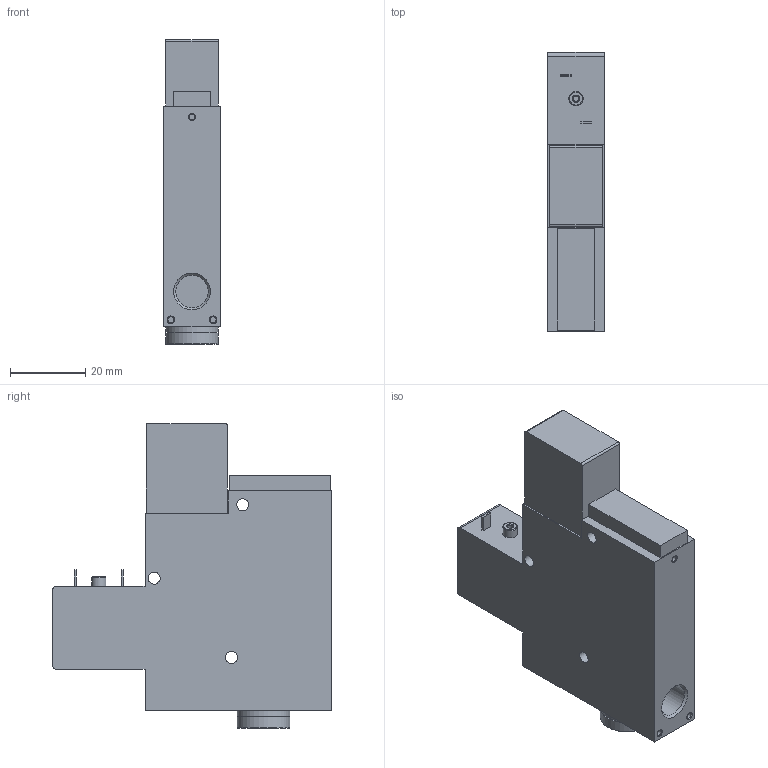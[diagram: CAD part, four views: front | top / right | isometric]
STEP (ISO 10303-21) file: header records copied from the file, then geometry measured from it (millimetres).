
FILE_DESCRIPTION(/* description */ ('STEP AP214'),/* implementation_level */ '2;1');
FILE_NAME(/* name */ '162501_VADM-70',/* time_stamp */ '2024-09-16T06:22:24+02:00',/* author */ ('License CC BY-ND 4.0'),/* organization */ ('CADENAS'),/* preprocessor_version */ 'ST-DEVELOPER v19.3',/* originating_system */ 'PARTsolutions',/* authorisation */ ' ');
FILE_SCHEMA (('AUTOMOTIVE_DESIGN {1 0 10303 214 3 1 1}'));
Length unit declared in the file: millimetre
Products named in the file (3): 162501 VADM-70---(0); 162501 VADM-70---(0_p); 3568 B-1/8
Assembly tree (2 placements, depth 2):
  162501 VADM-70---(0)
    162501 VADM-70---(0_p)
    3568 B-1/8
Bounding box: 15 x 73.9 x 80.7 mm (x, y, z)
Volume: 57210.4 mm3; surface area: 14449.3 mm2
Topology: 2 solids, 2 shells, 86 faces, 184 edges, 119 vertices
Faces by surface type: plane 53, cylinder 20, cone 12, torus 1
Full cylindrical faces by diameter (mm): 1.5 x1, 1.567 x3, 3.2 x3, 3.8 x1, 4.134 x1, 6.5 x1, 8.566 x2, 9.728 x1, 12.6 x1, 14 x2
Entity records: 2706 total; most frequent: CARTESIAN_POINT 383, DIRECTION 378, ORIENTED_EDGE 306, EDGE_CURVE 153, AXIS2_PLACEMENT_3D 142, EDGE_LOOP 138, FACE_BOUND 138, VERTEX_POINT 117
